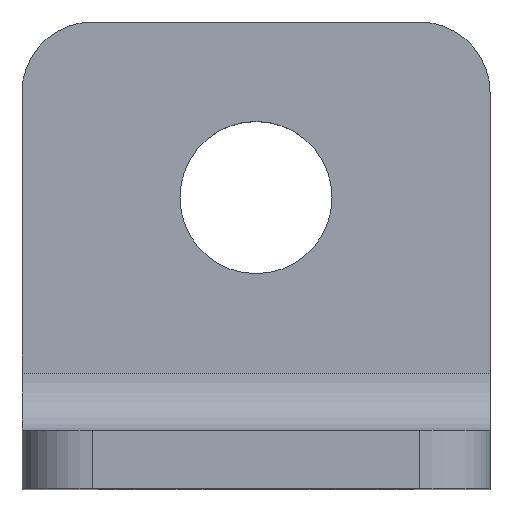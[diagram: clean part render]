
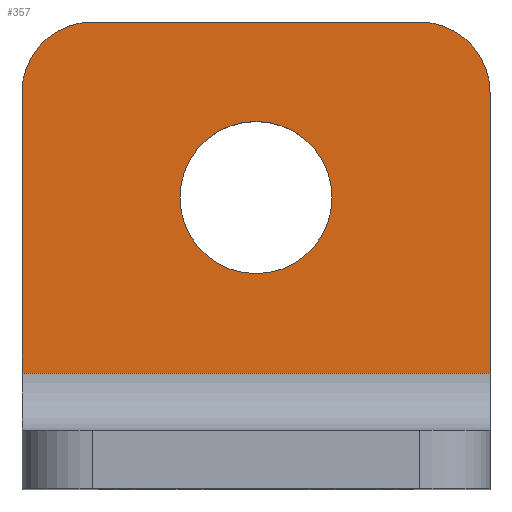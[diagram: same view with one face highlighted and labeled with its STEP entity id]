
A CAD part, top view. The second image highlights one B-rep face of the part: STEP entity #357.
In plain terms, the highlighted planar face has unit normal (0, 0, 1).
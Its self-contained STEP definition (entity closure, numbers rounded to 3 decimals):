
#14=FACE_BOUND('',#53,.T.);
#19=PLANE('',#399);
#32=FACE_OUTER_BOUND('',#52,.T.);
#52=EDGE_LOOP('',(#238,#239,#240,#241,#242,#243));
#53=EDGE_LOOP('',(#244,#245));
#76=LINE('',#553,#106);
#79=LINE('',#559,#109);
#80=LINE('',#563,#110);
#81=LINE('',#564,#111);
#106=VECTOR('',#445,10.);
#109=VECTOR('',#450,10.);
#110=VECTOR('',#453,10.);
#111=VECTOR('',#454,10.);
#134=CIRCLE('',#396,3.);
#136=CIRCLE('',#400,3.);
#137=CIRCLE('',#401,3.25);
#138=CIRCLE('',#402,3.25);
#152=VERTEX_POINT('',#543);
#153=VERTEX_POINT('',#544);
#156=VERTEX_POINT('',#552);
#158=VERTEX_POINT('',#558);
#159=VERTEX_POINT('',#560);
#160=VERTEX_POINT('',#562);
#161=VERTEX_POINT('',#565);
#162=VERTEX_POINT('',#566);
#182=EDGE_CURVE('',#152,#153,#134,.T.);
#186=EDGE_CURVE('',#153,#156,#76,.T.);
#189=EDGE_CURVE('',#158,#152,#79,.T.);
#190=EDGE_CURVE('',#159,#158,#136,.T.);
#191=EDGE_CURVE('',#160,#159,#80,.T.);
#192=EDGE_CURVE('',#160,#156,#81,.T.);
#193=EDGE_CURVE('',#161,#162,#137,.T.);
#194=EDGE_CURVE('',#162,#161,#138,.T.);
#238=ORIENTED_EDGE('',*,*,#182,.F.);
#239=ORIENTED_EDGE('',*,*,#189,.F.);
#240=ORIENTED_EDGE('',*,*,#190,.F.);
#241=ORIENTED_EDGE('',*,*,#191,.F.);
#242=ORIENTED_EDGE('',*,*,#192,.T.);
#243=ORIENTED_EDGE('',*,*,#186,.F.);
#244=ORIENTED_EDGE('',*,*,#193,.T.);
#245=ORIENTED_EDGE('',*,*,#194,.T.);
#357=ADVANCED_FACE('',(#32,#14),#19,.T.);
#396=AXIS2_PLACEMENT_3D('',#545,#437,#438);
#399=AXIS2_PLACEMENT_3D('',#557,#448,#449);
#400=AXIS2_PLACEMENT_3D('',#561,#451,#452);
#401=AXIS2_PLACEMENT_3D('',#567,#455,#456);
#402=AXIS2_PLACEMENT_3D('',#568,#457,#458);
#437=DIRECTION('center_axis',(0.,0.,
-1.));
#438=DIRECTION('ref_axis',(0.707,0.707,0.));
#445=DIRECTION('',(0.,-1.,0.));
#448=DIRECTION('center_axis',(0.,0.,
1.));
#449=DIRECTION('ref_axis',(0.,-1.,0.));
#450=DIRECTION('',(1.,0.,0.));
#451=DIRECTION('center_axis',(0.,0.,
-1.));
#452=DIRECTION('ref_axis',(-0.707,0.707,0.));
#453=DIRECTION('',(0.,1.,0.));
#454=DIRECTION('',(1.,0.,0.));
#455=DIRECTION('center_axis',(0.,0.,
-1.));
#456=DIRECTION('ref_axis',(1.,0.,0.));
#457=DIRECTION('center_axis',(0.,0.,
-1.));
#458=DIRECTION('ref_axis',(1.,0.,0.));
#543=CARTESIAN_POINT('',(7.,20.,2.5));
#544=CARTESIAN_POINT('',(10.,17.,2.5));
#545=CARTESIAN_POINT('Origin',(7.,17.,2.5));
#552=CARTESIAN_POINT('',(10.,5.,2.5));
#553=CARTESIAN_POINT('',(10.,-26.655,2.5));
#557=CARTESIAN_POINT('Origin',(0.,-3.327,2.5));
#558=CARTESIAN_POINT('',(-7.,20.,2.5));
#559=CARTESIAN_POINT('',(-10.,20.,2.5));
#560=CARTESIAN_POINT('',(-10.,17.,2.5));
#561=CARTESIAN_POINT('Origin',(-7.,17.,2.5));
#562=CARTESIAN_POINT('',(-10.,5.,2.5));
#563=CARTESIAN_POINT('',(-10.,5.,2.5));
#564=CARTESIAN_POINT('',(0.,5.,2.5));
#565=CARTESIAN_POINT('',(3.25,12.5,2.5));
#566=CARTESIAN_POINT('',(-3.25,12.5,2.5));
#567=CARTESIAN_POINT('Origin',(0.,12.5,2.5));
#568=CARTESIAN_POINT('Origin',(0.,12.5,2.5));
